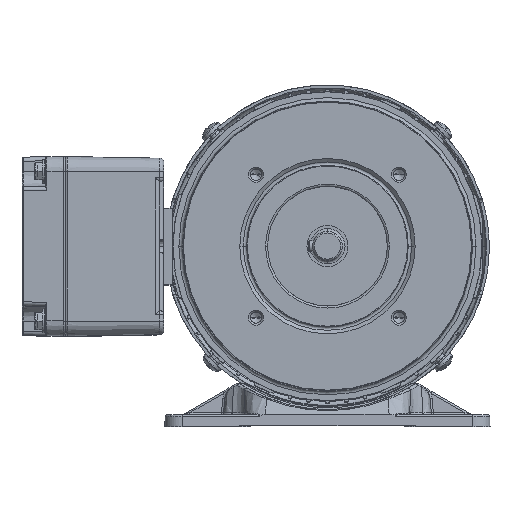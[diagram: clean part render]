
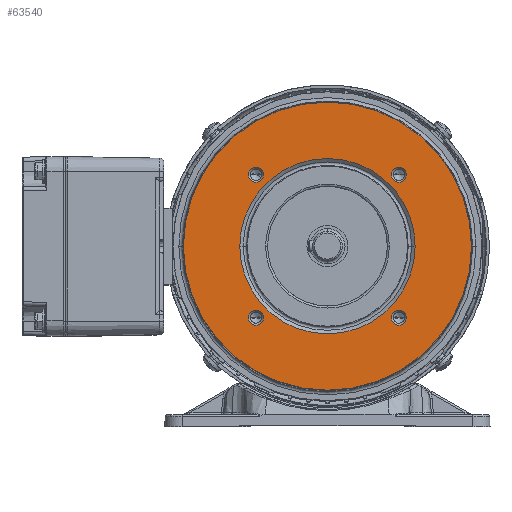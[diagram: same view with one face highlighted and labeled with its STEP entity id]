
A CAD part, top view. The second image highlights one B-rep face of the part: STEP entity #63540.
In plain terms, the highlighted planar face has unit normal (0, 0, 1).
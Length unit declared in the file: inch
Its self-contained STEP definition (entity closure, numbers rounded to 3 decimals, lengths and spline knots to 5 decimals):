
#125 = AXIS2_PLACEMENT_3D ( 'NONE', #64596, #29586, #70485 ) ;
#493 = DIRECTION ( 'NONE',  ( 1., 0., 0. ) ) ;
#581 = DIRECTION ( 'NONE',  ( 0., 0., 1. ) ) ;
#1536 = CARTESIAN_POINT ( 'NONE',  ( 0.93404, -1.04404, 0.722 ) ) ;
#2065 = CARTESIAN_POINT ( 'NONE',  ( -0.93404, -1.04404, 0.722 ) ) ;
#4057 = DIRECTION ( 'NONE',  ( -1., 0., 0. ) ) ;
#4154 = DIRECTION ( 'NONE',  ( 0., 0., 1. ) ) ;
#4309 = CIRCLE ( 'NONE', #62772, 2.10452 ) ;
#4430 = CARTESIAN_POINT ( 'NONE',  ( 0., 0., 0.722 ) ) ;
#4613 = CARTESIAN_POINT ( 'NONE',  ( 0., 0., 0.722 ) ) ;
#5037 = VERTEX_POINT ( 'NONE', #62269 ) ;
#5367 = AXIS2_PLACEMENT_3D ( 'NONE', #19302, #60148, #25165 ) ;
#5997 = CARTESIAN_POINT ( 'NONE',  ( 2.10452, 0., 0.722 ) ) ;
#6700 = AXIS2_PLACEMENT_3D ( 'NONE', #22100, #62954, #27923 ) ;
#7000 = AXIS2_PLACEMENT_3D ( 'NONE', #4430, #4154, #4057 ) ;
#7286 = VERTEX_POINT ( 'NONE', #46587 ) ;
#8034 = EDGE_CURVE ( 'NONE', #20826, #33371, #9610, .T. ) ;
#8411 = CARTESIAN_POINT ( 'NONE',  ( -1.15404, -1.04404, 0.722 ) ) ;
#9270 = EDGE_LOOP ( 'NONE', ( #60184, #46895 ) ) ;
#9610 = CIRCLE ( 'NONE', #7000, 2.10452 ) ;
#10427 = EDGE_CURVE ( 'NONE', #49779, #15583, #18829, .T. ) ;
#10553 = DIRECTION ( 'NONE',  ( -1., 0., 0. ) ) ;
#10727 = CIRCLE ( 'NONE', #52836, 1.28037 ) ;
#13652 = VERTEX_POINT ( 'NONE', #2065 ) ;
#14149 = EDGE_CURVE ( 'NONE', #74923, #13652, #35804, .T. ) ;
#14402 = CARTESIAN_POINT ( 'NONE',  ( 1.04404, -1.04404, 0.722 ) ) ;
#14990 = CARTESIAN_POINT ( 'NONE',  ( 0.93404, 1.04404, 0.722 ) ) ;
#15583 = VERTEX_POINT ( 'NONE', #72099 ) ;
#16547 = CARTESIAN_POINT ( 'NONE',  ( 1.28037, 0., 0.722 ) ) ;
#17123 = ORIENTED_EDGE ( 'NONE', *, *, #36121, .T. ) ;
#17210 = CARTESIAN_POINT ( 'NONE',  ( 1.15404, -1.04404, 0.722 ) ) ;
#18208 = ORIENTED_EDGE ( 'NONE', *, *, #41058, .T. ) ;
#18377 = CARTESIAN_POINT ( 'NONE',  ( 0., 0., 0.722 ) ) ;
#18469 = DIRECTION ( 'NONE',  ( 0., 0., 1. ) ) ;
#18667 = CARTESIAN_POINT ( 'NONE',  ( -1.15404, 1.04404, 0.722 ) ) ;
#18829 = CIRCLE ( 'NONE', #73793, 0.11 ) ;
#19302 = CARTESIAN_POINT ( 'NONE',  ( 1.04404, 1.04404, 0.722 ) ) ;
#19891 = CIRCLE ( 'NONE', #39096, 0.11 ) ;
#20023 = EDGE_CURVE ( 'NONE', #32530, #35156, #30482, .T. ) ;
#20316 = DIRECTION ( 'NONE',  ( 1., 0., 0. ) ) ;
#20635 = DIRECTION ( 'NONE',  ( 0., 0., 1. ) ) ;
#20826 = VERTEX_POINT ( 'NONE', #5997 ) ;
#20855 = FACE_BOUND ( 'NONE', #29358, .T. ) ;
#22100 = CARTESIAN_POINT ( 'NONE',  ( -1.04404, 1.04404, 0.722 ) ) ;
#22158 = ORIENTED_EDGE ( 'NONE', *, *, #10427, .F. ) ;
#22704 = FACE_BOUND ( 'NONE', #66080, .T. ) ;
#24027 = ORIENTED_EDGE ( 'NONE', *, *, #31392, .F. ) ;
#24250 = DIRECTION ( 'NONE',  ( -1., 0., 0. ) ) ;
#25165 = DIRECTION ( 'NONE',  ( 1., 0., 0. ) ) ;
#25529 = DIRECTION ( 'NONE',  ( 0., 0., -1. ) ) ;
#26379 = ORIENTED_EDGE ( 'NONE', *, *, #14149, .F. ) ;
#27923 = DIRECTION ( 'NONE',  ( 1., 0., 0. ) ) ;
#29358 = EDGE_LOOP ( 'NONE', ( #18208, #51913 ) ) ;
#29586 = DIRECTION ( 'NONE',  ( 0., 0., 1. ) ) ;
#30482 = CIRCLE ( 'NONE', #50268, 0.11 ) ;
#31392 = EDGE_CURVE ( 'NONE', #13652, #74923, #19891, .T. ) ;
#32530 = VERTEX_POINT ( 'NONE', #1536 ) ;
#33371 = VERTEX_POINT ( 'NONE', #73634 ) ;
#35156 = VERTEX_POINT ( 'NONE', #17210 ) ;
#35731 = DIRECTION ( 'NONE',  ( 0., 0., 1. ) ) ;
#35804 = CIRCLE ( 'NONE', #61213, 0.11 ) ;
#35811 = CARTESIAN_POINT ( 'NONE',  ( -1.04404, -1.04404, 0.722 ) ) ;
#36121 = EDGE_CURVE ( 'NONE', #33371, #20826, #4309, .T. ) ;
#36400 = FACE_OUTER_BOUND ( 'NONE', #39166, .T. ) ;
#38267 = FACE_BOUND ( 'NONE', #9270, .T. ) ;
#39096 = AXIS2_PLACEMENT_3D ( 'NONE', #35811, #581, #41682 ) ;
#39097 = AXIS2_PLACEMENT_3D ( 'NONE', #70701, #35731, #493 ) ;
#39166 = EDGE_LOOP ( 'NONE', ( #17123, #49478 ) ) ;
#39705 = CIRCLE ( 'NONE', #62537, 1.28037 ) ;
#41058 = EDGE_CURVE ( 'NONE', #63857, #5037, #39705, .T. ) ;
#41682 = DIRECTION ( 'NONE',  ( 1., 0., 0. ) ) ;
#41768 = CARTESIAN_POINT ( 'NONE',  ( 1.04404, 1.04404, 0.722 ) ) ;
#42913 = PLANE ( 'NONE',  #51635 ) ;
#45661 = DIRECTION ( 'NONE',  ( 0., 0., -1. ) ) ;
#46587 = CARTESIAN_POINT ( 'NONE',  ( -0.93404, 1.04404, 0.722 ) ) ;
#46895 = ORIENTED_EDGE ( 'NONE', *, *, #68791, .F. ) ;
#48179 = ORIENTED_EDGE ( 'NONE', *, *, #58194, .F. ) ;
#49478 = ORIENTED_EDGE ( 'NONE', *, *, #8034, .T. ) ;
#49587 = EDGE_CURVE ( 'NONE', #5037, #63857, #10727, .T. ) ;
#49779 = VERTEX_POINT ( 'NONE', #14990 ) ;
#50268 = AXIS2_PLACEMENT_3D ( 'NONE', #14402, #55303, #20316 ) ;
#51635 = AXIS2_PLACEMENT_3D ( 'NONE', #60506, #25529, #66373 ) ;
#51913 = ORIENTED_EDGE ( 'NONE', *, *, #49587, .T. ) ;
#51959 = FACE_BOUND ( 'NONE', #67743, .T. ) ;
#52836 = AXIS2_PLACEMENT_3D ( 'NONE', #18377, #59250, #24250 ) ;
#52861 = ORIENTED_EDGE ( 'NONE', *, *, #61856, .F. ) ;
#53473 = CARTESIAN_POINT ( 'NONE',  ( -1.04404, -1.04404, 0.722 ) ) ;
#55032 = EDGE_LOOP ( 'NONE', ( #48179, #55931 ) ) ;
#55303 = DIRECTION ( 'NONE',  ( 0., 0., 1. ) ) ;
#55629 = CARTESIAN_POINT ( 'NONE',  ( 0., 0., 0.722 ) ) ;
#55931 = ORIENTED_EDGE ( 'NONE', *, *, #20023, .F. ) ;
#56613 = DIRECTION ( 'NONE',  ( 1., 0., 0. ) ) ;
#58194 = EDGE_CURVE ( 'NONE', #35156, #32530, #66887, .T. ) ;
#59250 = DIRECTION ( 'NONE',  ( 0., 0., -1. ) ) ;
#59358 = DIRECTION ( 'NONE',  ( 1., 0., 0. ) ) ;
#60148 = DIRECTION ( 'NONE',  ( 0., 0., 1. ) ) ;
#60184 = ORIENTED_EDGE ( 'NONE', *, *, #66577, .F. ) ;
#60506 = CARTESIAN_POINT ( 'NONE',  ( 0., 2.25988, 0.722 ) ) ;
#61213 = AXIS2_PLACEMENT_3D ( 'NONE', #53473, #18469, #59358 ) ;
#61522 = DIRECTION ( 'NONE',  ( -1., 0., 0. ) ) ;
#61856 = EDGE_CURVE ( 'NONE', #15583, #49779, #75937, .T. ) ;
#62269 = CARTESIAN_POINT ( 'NONE',  ( -1.28037, 0., 0.722 ) ) ;
#62537 = AXIS2_PLACEMENT_3D ( 'NONE', #4613, #45661, #10553 ) ;
#62772 = AXIS2_PLACEMENT_3D ( 'NONE', #55629, #20635, #61522 ) ;
#62954 = DIRECTION ( 'NONE',  ( 0., 0., 1. ) ) ;
#63540 = ADVANCED_FACE ( 'NONE', ( #51959, #38267, #22704, #67484, #36400, #20855 ), #42913, .F. ) ;
#63857 = VERTEX_POINT ( 'NONE', #16547 ) ;
#64596 = CARTESIAN_POINT ( 'NONE',  ( -1.04404, 1.04404, 0.722 ) ) ;
#66080 = EDGE_LOOP ( 'NONE', ( #52861, #22158 ) ) ;
#66171 = DIRECTION ( 'NONE',  ( 0., 0., 1. ) ) ;
#66373 = DIRECTION ( 'NONE',  ( -1., 0., 0. ) ) ;
#66577 = EDGE_CURVE ( 'NONE', #7286, #70553, #72592, .T. ) ;
#66887 = CIRCLE ( 'NONE', #39097, 0.11 ) ;
#67484 = FACE_BOUND ( 'NONE', #55032, .T. ) ;
#67743 = EDGE_LOOP ( 'NONE', ( #24027, #26379 ) ) ;
#68791 = EDGE_CURVE ( 'NONE', #70553, #7286, #75149, .T. ) ;
#70485 = DIRECTION ( 'NONE',  ( 1., 0., 0. ) ) ;
#70553 = VERTEX_POINT ( 'NONE', #18667 ) ;
#70701 = CARTESIAN_POINT ( 'NONE',  ( 1.04404, -1.04404, 0.722 ) ) ;
#72099 = CARTESIAN_POINT ( 'NONE',  ( 1.15404, 1.04404, 0.722 ) ) ;
#72592 = CIRCLE ( 'NONE', #125, 0.11 ) ;
#73634 = CARTESIAN_POINT ( 'NONE',  ( -2.10452, 0., 0.722 ) ) ;
#73793 = AXIS2_PLACEMENT_3D ( 'NONE', #41768, #66171, #56613 ) ;
#74923 = VERTEX_POINT ( 'NONE', #8411 ) ;
#75149 = CIRCLE ( 'NONE', #6700, 0.11 ) ;
#75937 = CIRCLE ( 'NONE', #5367, 0.11 ) ;
